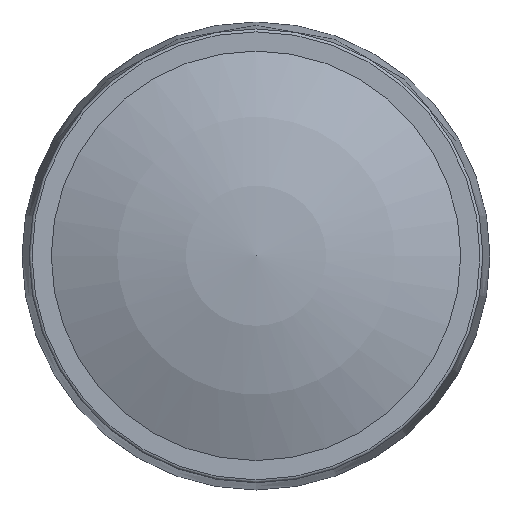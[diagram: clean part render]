
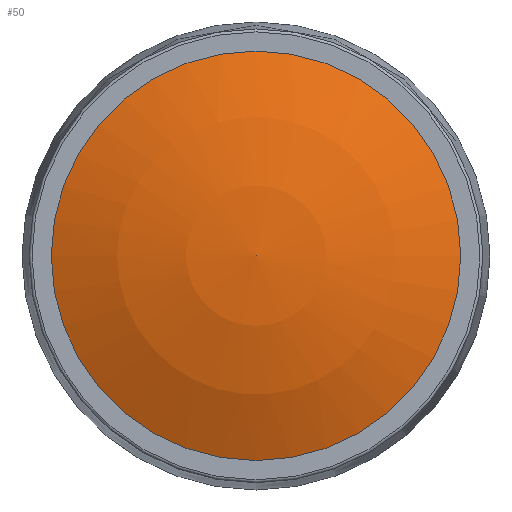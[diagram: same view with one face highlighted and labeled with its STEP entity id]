
A CAD part, top view. The second image highlights one B-rep face of the part: STEP entity #50.
In plain terms, the highlighted spherical face has radius 34.167 mm.
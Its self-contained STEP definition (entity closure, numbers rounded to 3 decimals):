
#50 = ADVANCED_FACE( '', ( #110 ), #111, .T. );
#110 = FACE_OUTER_BOUND( '', #188, .T. );
#111 = SPHERICAL_SURFACE( '', #189, 34.167 );
#188 = EDGE_LOOP( '', ( #268 ) );
#189 = AXIS2_PLACEMENT_3D( '', #269, #270, #271 );
#268 = ORIENTED_EDGE( '', *, *, #362, .T. );
#269 = CARTESIAN_POINT( '', ( 0., 0., -16.167 ) );
#270 = DIRECTION( '', ( 0., 0., 1. ) );
#271 = DIRECTION( '', ( 0., 1., 0. ) );
#362 = EDGE_CURVE( '', #404, #404, #405, .T. );
#404 = VERTEX_POINT( '', #456 );
#405 = CIRCLE( '', #457, 14. );
#456 = CARTESIAN_POINT( '', ( 0., -14., 15. ) );
#457 = AXIS2_PLACEMENT_3D( '', #510, #511, #512 );
#510 = CARTESIAN_POINT( '', ( 0., 0., 15. ) );
#511 = DIRECTION( '', ( 0., 0., 1. ) );
#512 = DIRECTION( '', ( 0., -1., 0. ) );
